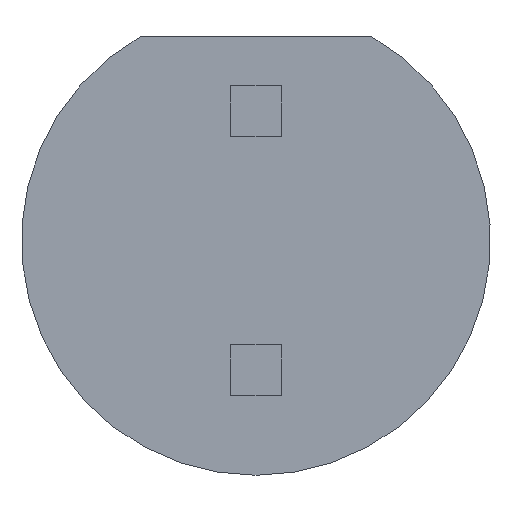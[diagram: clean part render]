
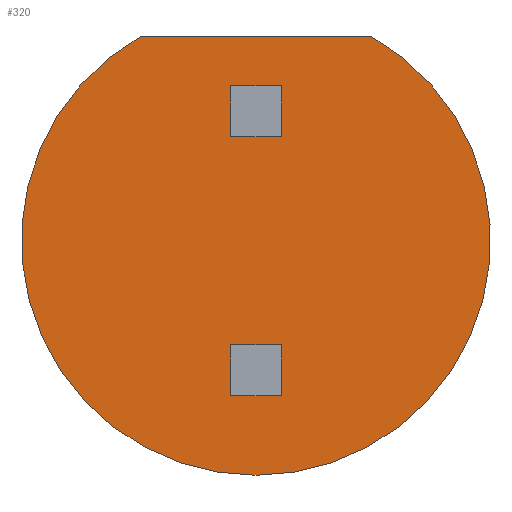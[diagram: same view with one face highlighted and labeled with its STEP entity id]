
A CAD part, front view. The second image highlights one B-rep face of the part: STEP entity #320.
In plain terms, the highlighted planar face has unit normal (0, -1, 0).
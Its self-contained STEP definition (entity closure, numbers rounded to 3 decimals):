
#6 = CARTESIAN_POINT ( 'NONE',  ( 0., 0., 2. ) ) ;
#9 = VECTOR ( 'NONE', #437, 1000. ) ;
#11 = DIRECTION ( 'NONE',  ( -1., 0., 0. ) ) ;
#12 = AXIS2_PLACEMENT_3D ( 'NONE', #299, #186, #610 ) ;
#29 = EDGE_LOOP ( 'NONE', ( #563, #601, #415 ) ) ;
#39 = EDGE_CURVE ( 'NONE', #684, #516, #588, .T. ) ;
#48 = VECTOR ( 'NONE', #349, 1000. ) ;
#56 = PLANE ( 'NONE',  #269 ) ;
#90 = LINE ( 'NONE', #164, #391 ) ;
#95 = EDGE_CURVE ( 'NONE', #684, #699, #532, .T. ) ;
#97 = VERTEX_POINT ( 'NONE', #467 ) ;
#102 = VERTEX_POINT ( 'NONE', #428 ) ;
#112 = DIRECTION ( 'NONE',  ( -1., 0., 0. ) ) ;
#113 = CARTESIAN_POINT ( 'NONE',  ( 0.25, 0., -1.52 ) ) ;
#132 = EDGE_CURVE ( 'NONE', #462, #212, #625, .T. ) ;
#160 = CARTESIAN_POINT ( 'NONE',  ( 0., 0., -2.3 ) ) ;
#164 = CARTESIAN_POINT ( 'NONE',  ( 0.25, 0., 1.52 ) ) ;
#178 = CARTESIAN_POINT ( 'NONE',  ( 0., 0., 0. ) ) ;
#179 = EDGE_CURVE ( 'NONE', #97, #580, #298, .T. ) ;
#180 = DIRECTION ( 'NONE',  ( 0., 0., 1. ) ) ;
#183 = CARTESIAN_POINT ( 'NONE',  ( 1.136, 0., 2. ) ) ;
#186 = DIRECTION ( 'NONE',  ( 0., 1., 0. ) ) ;
#212 = VERTEX_POINT ( 'NONE', #656 ) ;
#213 = ORIENTED_EDGE ( 'NONE', *, *, #95, .T. ) ;
#214 = DIRECTION ( 'NONE',  ( -1., 0., 0. ) ) ;
#221 = CARTESIAN_POINT ( 'NONE',  ( 0.25, 0., -1.52 ) ) ;
#243 = EDGE_CURVE ( 'NONE', #303, #661, #471, .T. ) ;
#245 = FACE_BOUND ( 'NONE', #668, .T. ) ;
#247 = CARTESIAN_POINT ( 'NONE',  ( -0.25, 0., -1.02 ) ) ;
#253 = ORIENTED_EDGE ( 'NONE', *, *, #243, .T. ) ;
#256 = EDGE_CURVE ( 'NONE', #516, #102, #90, .T. ) ;
#258 = FACE_OUTER_BOUND ( 'NONE', #29, .T. ) ;
#259 = DIRECTION ( 'NONE',  ( 0., 0., 1. ) ) ;
#267 = CARTESIAN_POINT ( 'NONE',  ( 0.25, 0., -1.02 ) ) ;
#269 = AXIS2_PLACEMENT_3D ( 'NONE', #593, #276, #382 ) ;
#276 = DIRECTION ( 'NONE',  ( 0., 1., 0. ) ) ;
#278 = ORIENTED_EDGE ( 'NONE', *, *, #39, .F. ) ;
#280 = LINE ( 'NONE', #453, #48 ) ;
#288 = VECTOR ( 'NONE', #180, 1000. ) ;
#293 = VERTEX_POINT ( 'NONE', #160 ) ;
#298 = LINE ( 'NONE', #6, #9 ) ;
#299 = CARTESIAN_POINT ( 'NONE',  ( 0., 0., 0. ) ) ;
#303 = VERTEX_POINT ( 'NONE', #221 ) ;
#306 = CARTESIAN_POINT ( 'NONE',  ( -0.25, 0., -1.52 ) ) ;
#310 = ORIENTED_EDGE ( 'NONE', *, *, #132, .F. ) ;
#320 = ADVANCED_FACE ( 'NONE', ( #660, #245, #258 ), #56, .F. ) ;
#340 = CARTESIAN_POINT ( 'NONE',  ( 0.25, 0., 1.52 ) ) ;
#348 = CARTESIAN_POINT ( 'NONE',  ( 0.25, 0., 1.02 ) ) ;
#349 = DIRECTION ( 'NONE',  ( 0., 0., -1. ) ) ;
#382 = DIRECTION ( 'NONE',  ( 0., 0., 1. ) ) ;
#391 = VECTOR ( 'NONE', #11, 1000. ) ;
#396 = DIRECTION ( 'NONE',  ( 0., 1., 0. ) ) ;
#415 = ORIENTED_EDGE ( 'NONE', *, *, #524, .F. ) ;
#420 = CARTESIAN_POINT ( 'NONE',  ( 0.25, 0., 1.02 ) ) ;
#424 = EDGE_CURVE ( 'NONE', #293, #97, #500, .T. ) ;
#428 = CARTESIAN_POINT ( 'NONE',  ( -0.25, 0., 1.52 ) ) ;
#437 = DIRECTION ( 'NONE',  ( 1., 0., 0. ) ) ;
#444 = VECTOR ( 'NONE', #259, 1000. ) ;
#453 = CARTESIAN_POINT ( 'NONE',  ( 0.25, 0., -1.02 ) ) ;
#462 = VERTEX_POINT ( 'NONE', #504 ) ;
#467 = CARTESIAN_POINT ( 'NONE',  ( -1.136, 0., 2. ) ) ;
#471 = LINE ( 'NONE', #113, #604 ) ;
#474 = AXIS2_PLACEMENT_3D ( 'NONE', #178, #396, #501 ) ;
#499 = CARTESIAN_POINT ( 'NONE',  ( -0.25, 0., 1.02 ) ) ;
#500 = CIRCLE ( 'NONE', #474, 2.3 ) ;
#501 = DIRECTION ( 'NONE',  ( 0., 0., 1. ) ) ;
#503 = EDGE_CURVE ( 'NONE', #699, #102, #597, .T. ) ;
#504 = CARTESIAN_POINT ( 'NONE',  ( 0.25, 0., -1.02 ) ) ;
#511 = EDGE_CURVE ( 'NONE', #462, #303, #280, .T. ) ;
#516 = VERTEX_POINT ( 'NONE', #340 ) ;
#523 = ORIENTED_EDGE ( 'NONE', *, *, #503, .T. ) ;
#524 = EDGE_CURVE ( 'NONE', #580, #293, #662, .T. ) ;
#532 = LINE ( 'NONE', #420, #650 ) ;
#537 = VECTOR ( 'NONE', #623, 1000. ) ;
#544 = LINE ( 'NONE', #247, #537 ) ;
#563 = ORIENTED_EDGE ( 'NONE', *, *, #179, .F. ) ;
#565 = ORIENTED_EDGE ( 'NONE', *, *, #256, .F. ) ;
#579 = VECTOR ( 'NONE', #646, 1000. ) ;
#580 = VERTEX_POINT ( 'NONE', #183 ) ;
#588 = LINE ( 'NONE', #348, #444 ) ;
#593 = CARTESIAN_POINT ( 'NONE',  ( 0., 0., 0. ) ) ;
#596 = EDGE_LOOP ( 'NONE', ( #278, #213, #523, #565 ) ) ;
#597 = LINE ( 'NONE', #499, #288 ) ;
#601 = ORIENTED_EDGE ( 'NONE', *, *, #424, .F. ) ;
#604 = VECTOR ( 'NONE', #112, 1000. ) ;
#610 = DIRECTION ( 'NONE',  ( 0., 0., 1. ) ) ;
#623 = DIRECTION ( 'NONE',  ( 0., 0., -1. ) ) ;
#625 = LINE ( 'NONE', #267, #579 ) ;
#631 = CARTESIAN_POINT ( 'NONE',  ( 0.25, 0., 1.02 ) ) ;
#646 = DIRECTION ( 'NONE',  ( -1., 0., 0. ) ) ;
#650 = VECTOR ( 'NONE', #214, 1000. ) ;
#656 = CARTESIAN_POINT ( 'NONE',  ( -0.25, 0., -1.02 ) ) ;
#660 = FACE_BOUND ( 'NONE', #596, .T. ) ;
#661 = VERTEX_POINT ( 'NONE', #306 ) ;
#662 = CIRCLE ( 'NONE', #12, 2.3 ) ;
#668 = EDGE_LOOP ( 'NONE', ( #310, #680, #253, #676 ) ) ;
#676 = ORIENTED_EDGE ( 'NONE', *, *, #696, .F. ) ;
#680 = ORIENTED_EDGE ( 'NONE', *, *, #511, .T. ) ;
#684 = VERTEX_POINT ( 'NONE', #631 ) ;
#688 = CARTESIAN_POINT ( 'NONE',  ( -0.25, 0., 1.02 ) ) ;
#696 = EDGE_CURVE ( 'NONE', #212, #661, #544, .T. ) ;
#699 = VERTEX_POINT ( 'NONE', #688 ) ;
